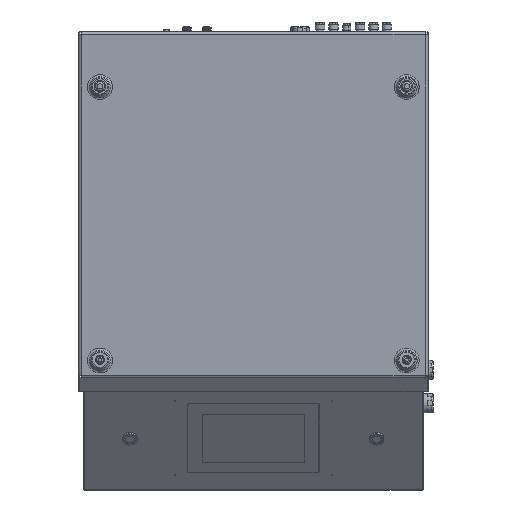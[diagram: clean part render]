
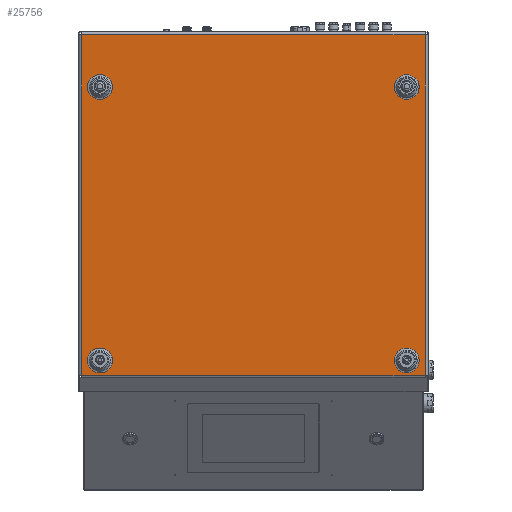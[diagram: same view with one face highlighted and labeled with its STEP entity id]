
A CAD part, top view. The second image highlights one B-rep face of the part: STEP entity #25756.
In plain terms, the highlighted planar face has unit normal (0, -0.087, 0.996).
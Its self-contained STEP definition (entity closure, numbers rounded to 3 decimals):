
#426=ELLIPSE('',#66967,18.72,18.598);
#427=ELLIPSE('',#66968,18.72,18.598);
#428=ELLIPSE('',#66969,18.72,18.598);
#429=ELLIPSE('',#66970,18.72,18.598);
#2237=LINE('',#85951,#7129);
#2238=LINE('',#85954,#7130);
#2239=LINE('',#85956,#7131);
#2240=LINE('',#85958,#7132);
#2241=LINE('',#85960,#7133);
#2242=LINE('',#85962,#7134);
#7129=VECTOR('',#71353,1.);
#7130=VECTOR('',#71354,1.);
#7131=VECTOR('',#71355,1.);
#7132=VECTOR('',#71356,1.);
#7133=VECTOR('',#71357,1.);
#7134=VECTOR('',#71358,1.);
#13797=PLANE('',#66971);
#25756=ADVANCED_FACE('',(#27234,#27235,#27236,#27237,#27238),#13797,.F.);
#27234=FACE_BOUND('',#29360,.T.);
#27235=FACE_BOUND('',#29361,.T.);
#27236=FACE_BOUND('',#29362,.T.);
#27237=FACE_BOUND('',#29363,.T.);
#27238=FACE_BOUND('',#29364,.T.);
#29360=EDGE_LOOP('',(#32516));
#29361=EDGE_LOOP('',(#32517));
#29362=EDGE_LOOP('',(#32518));
#29363=EDGE_LOOP('',(#32519));
#29364=EDGE_LOOP('',(#32520,#32521,#32522,#32523,#32524,#32525));
#32516=ORIENTED_EDGE('',*,*,#51585,.T.);
#32517=ORIENTED_EDGE('',*,*,#51586,.T.);
#32518=ORIENTED_EDGE('',*,*,#51587,.T.);
#32519=ORIENTED_EDGE('',*,*,#51588,.T.);
#32520=ORIENTED_EDGE('',*,*,#51589,.T.);
#32521=ORIENTED_EDGE('',*,*,#51590,.T.);
#32522=ORIENTED_EDGE('',*,*,#51591,.T.);
#32523=ORIENTED_EDGE('',*,*,#51592,.T.);
#32524=ORIENTED_EDGE('',*,*,#51593,.T.);
#32525=ORIENTED_EDGE('',*,*,#51594,.T.);
#42064=VERTEX_POINT('',#85944);
#42065=VERTEX_POINT('',#85946);
#42066=VERTEX_POINT('',#85948);
#42067=VERTEX_POINT('',#85950);
#42068=VERTEX_POINT('',#85952);
#42069=VERTEX_POINT('',#85953);
#42070=VERTEX_POINT('',#85955);
#42071=VERTEX_POINT('',#85957);
#42072=VERTEX_POINT('',#85959);
#42073=VERTEX_POINT('',#85961);
#51585=EDGE_CURVE('',#42064,#42064,#426,.T.);
#51586=EDGE_CURVE('',#42065,#42065,#427,.T.);
#51587=EDGE_CURVE('',#42066,#42066,#428,.T.);
#51588=EDGE_CURVE('',#42067,#42067,#429,.T.);
#51589=EDGE_CURVE('',#42068,#42069,#2237,.T.);
#51590=EDGE_CURVE('',#42069,#42070,#2238,.T.);
#51591=EDGE_CURVE('',#42070,#42071,#2239,.T.);
#51592=EDGE_CURVE('',#42071,#42072,#2240,.T.);
#51593=EDGE_CURVE('',#42072,#42073,#2241,.T.);
#51594=EDGE_CURVE('',#42073,#42068,#2242,.T.);
#66967=AXIS2_PLACEMENT_3D('',#85943,#71345,#71346);
#66968=AXIS2_PLACEMENT_3D('',#85945,#71347,#71348);
#66969=AXIS2_PLACEMENT_3D('',#85947,#71349,#71350);
#66970=AXIS2_PLACEMENT_3D('',#85949,#71351,#71352);
#66971=AXIS2_PLACEMENT_3D('',#85963,#71359,#71360);
#71345=DIRECTION('',(0.,0.087,-0.996));
#71346=DIRECTION('',(0.,-0.996,-0.087));
#71347=DIRECTION('',(0.,0.087,-0.996));
#71348=DIRECTION('',(0.,-0.996,-0.087));
#71349=DIRECTION('',(0.,0.087,-0.996));
#71350=DIRECTION('',(0.,-0.996,-0.087));
#71351=DIRECTION('',(0.,0.087,-0.996));
#71352=DIRECTION('',(0.,-0.996,-0.087));
#71353=DIRECTION('',(0.,-0.996,-0.087));
#71354=DIRECTION('',(0.,-0.996,-0.087));
#71355=DIRECTION('',(1.,0.,0.));
#71356=DIRECTION('',(0.,0.996,0.087));
#71357=DIRECTION('',(0.,0.996,0.087));
#71358=DIRECTION('',(-1.,0.,0.));
#71359=DIRECTION('',(0.,0.087,-0.996));
#71360=DIRECTION('',(0.,0.996,0.087));
#85943=CARTESIAN_POINT('',(79.65,624.448,159.395));
#85944=CARTESIAN_POINT('',(79.65,605.8,157.763));
#85945=CARTESIAN_POINT('',(539.65,624.448,159.395));
#85946=CARTESIAN_POINT('',(539.65,605.8,157.763));
#85947=CARTESIAN_POINT('',(539.65,214.448,123.524));
#85948=CARTESIAN_POINT('',(539.65,195.8,121.893));
#85949=CARTESIAN_POINT('',(79.65,214.448,123.524));
#85950=CARTESIAN_POINT('',(79.65,195.8,121.893));
#85951=CARTESIAN_POINT('',(52.15,702.577,166.23));
#85952=CARTESIAN_POINT('',(52.15,702.577,166.23));
#85953=CARTESIAN_POINT('',(52.15,702.577,166.23));
#85954=CARTESIAN_POINT('',(52.15,707.469,166.658));
#85955=CARTESIAN_POINT('',(52.15,191.882,121.55));
#85956=CARTESIAN_POINT('',(571.65,191.882,121.55));
#85957=CARTESIAN_POINT('',(567.15,191.882,121.55));
#85958=CARTESIAN_POINT('',(567.15,702.577,166.23));
#85959=CARTESIAN_POINT('',(567.15,702.577,166.23));
#85960=CARTESIAN_POINT('',(567.15,702.577,166.23));
#85961=CARTESIAN_POINT('',(567.15,702.577,166.23));
#85962=CARTESIAN_POINT('',(571.65,702.577,166.23));
#85963=CARTESIAN_POINT('',(571.65,707.469,166.658));
